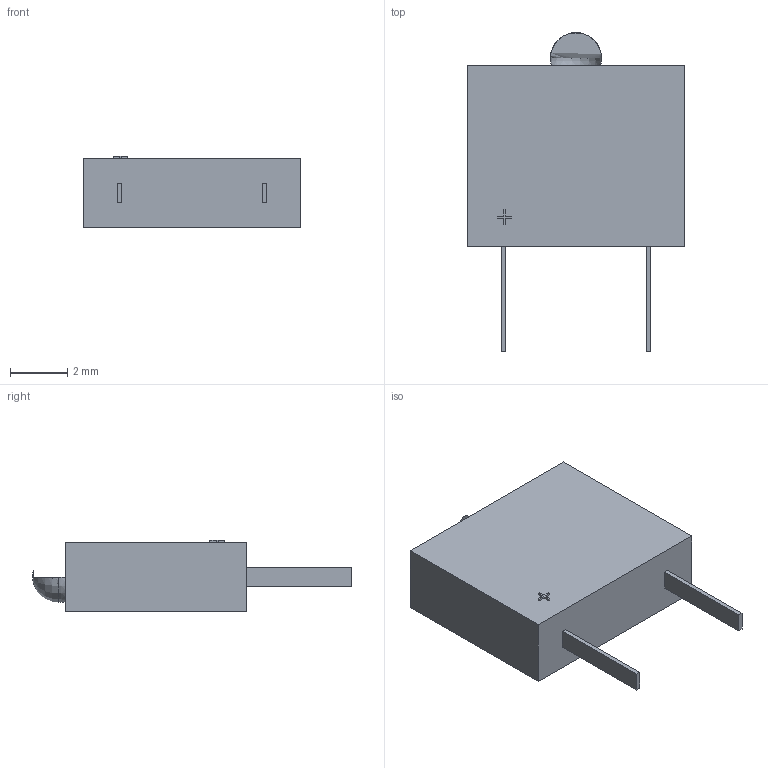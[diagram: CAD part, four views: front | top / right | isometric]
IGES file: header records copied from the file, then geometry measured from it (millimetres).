
Start section: SolidWorks IGES file using analytic representation for surfaces
Global section: file name: 2520EJ-1.IGS; native system: SolidWorks 2008; preprocessor: SolidWorks 2008; author: evant; date: 080829.085800; units: millimetre
Bounding box: 7.62 x 11.17 x 2.52 mm (x, y, z)
Surface area: 181 mm2 (no closed solid volume)
Topology: 0 solids, 0 shells, 314 faces, 2723 edges, 3563 vertices
Faces by surface type: bspline 312, revolution 2
